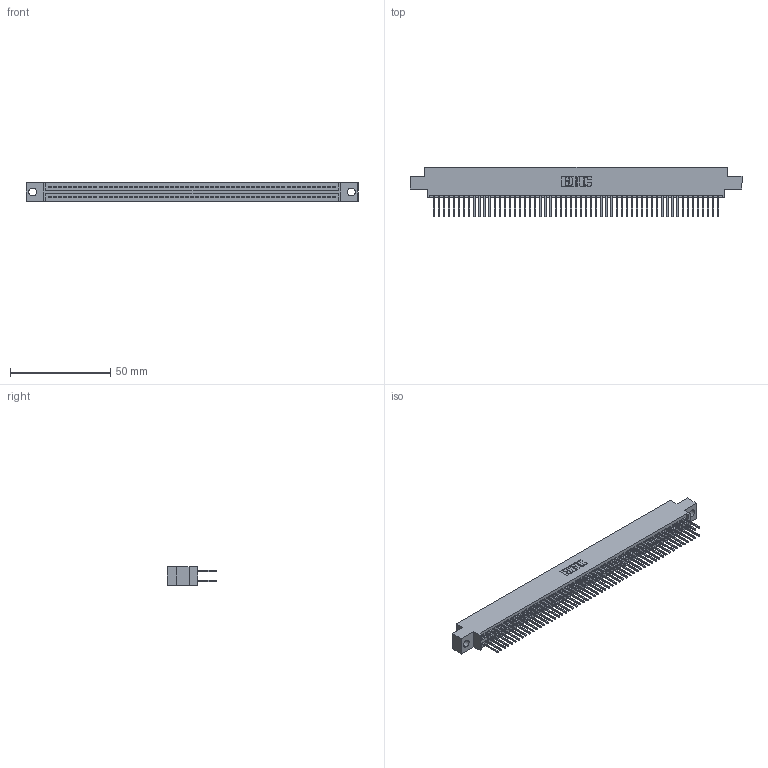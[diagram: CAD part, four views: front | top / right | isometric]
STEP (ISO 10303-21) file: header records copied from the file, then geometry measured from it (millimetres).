
FILE_DESCRIPTION (( 'STEP AP203' ), '1' );
FILE_NAME ('345-114-523-804.STEP', '2018-10-07T19:40:40', ( '' ), ( '' ), 'SwSTEP 2.0', 'SolidWorks 2016', '' );
FILE_SCHEMA (( 'CONFIG_CONTROL_DESIGN' ));
Length unit declared in the file: inch
Products named in the file (3): 345 Part_0.170 Offset - 0.156 Dia-TH; 345-114-523-804; 345-292-001_345-293-123
Assembly tree (115 placements, depth 2):
  345-114-523-804
    345 Part_0.170 Offset - 0.156 Dia-TH
    345-292-001_345-293-123  x114
Bounding box: 165.99 x 24.82 x 9.4 mm (x, y, z)
Volume: 16296 mm3; surface area: 25385.5 mm2
Topology: 115 solids, 115 shells, 5830 faces, 17339 edges, 11406 vertices
Faces by surface type: plane 3846, cylinder 1984
Entity records: 42857 total; most frequent: CARTESIAN_POINT 7172, ORIENTED_EDGE 7106, DIRECTION 6305, EDGE_CURVE 3553, LINE 3193, VECTOR 3193, VERTEX_POINT 2366, AXIS2_PLACEMENT_3D 1556
